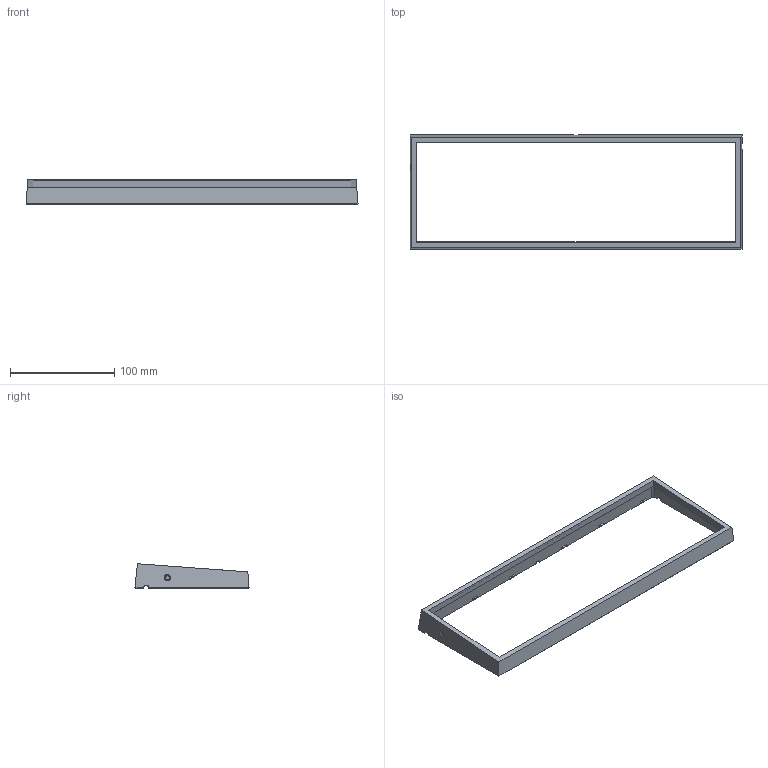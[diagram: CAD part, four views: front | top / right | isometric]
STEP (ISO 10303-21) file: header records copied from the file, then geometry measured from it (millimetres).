
FILE_DESCRIPTION (( 'STEP AP214' ), '1' );
FILE_NAME ('shell-up-change.STEP', '2021-01-16T17:56:26', ( '' ), ( '' ), 'SwSTEP 2.0', 'SolidWorks 2021', '' );
FILE_SCHEMA (( 'AUTOMOTIVE_DESIGN' ));
Length unit declared in the file: millimetre
Products named in the file (1): shell-up-change
Bounding box: 317.77 x 109.27 x 23.5 mm (x, y, z)
Volume: 51788.5 mm3; surface area: 48464.3 mm2
Topology: 1 solids, 1 shells, 137 faces, 363 edges, 240 vertices
Faces by surface type: plane 117, cylinder 15, torus 3, bspline 2
Entity records: 4402 total; most frequent: CARTESIAN_POINT 1100, ORIENTED_EDGE 726, DIRECTION 594, EDGE_CURVE 363, LINE 290, VECTOR 290, VERTEX_POINT 240, EDGE_LOOP 153
